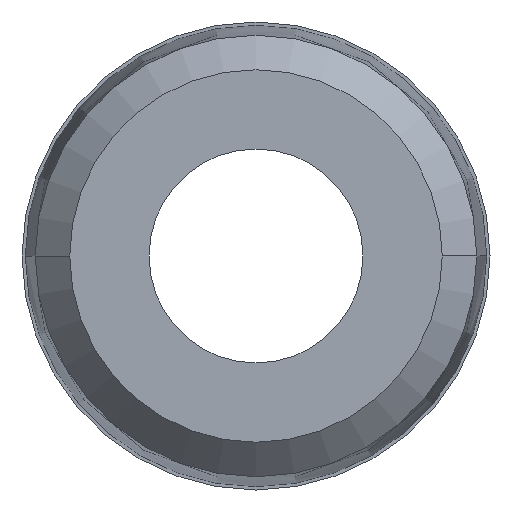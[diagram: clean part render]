
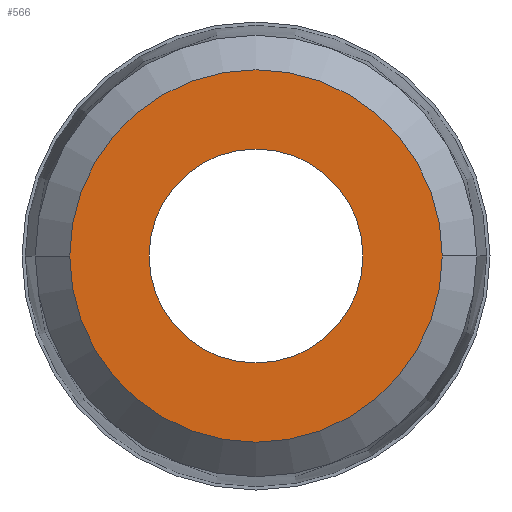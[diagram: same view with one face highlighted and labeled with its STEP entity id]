
A CAD part, front view. The second image highlights one B-rep face of the part: STEP entity #566.
In plain terms, the highlighted planar face has unit normal (0, -1, 0).
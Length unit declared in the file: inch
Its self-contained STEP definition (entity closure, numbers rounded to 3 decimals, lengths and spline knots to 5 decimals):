
#4 = DIRECTION ( 'NONE',  ( 0., 1., 0. ) ) ;
#65 = FACE_BOUND ( 'NONE', #503, .T. ) ;
#68 = AXIS2_PLACEMENT_3D ( 'NONE', #708, #883, #526 ) ;
#79 = EDGE_CURVE ( 'NONE', #703, #763, #107, .T. ) ;
#84 = CARTESIAN_POINT ( 'NONE',  ( 0., 0., 0. ) ) ;
#92 = DIRECTION ( 'NONE',  ( -1., 0., 0. ) ) ;
#107 = CIRCLE ( 'NONE', #760, 0.12598 ) ;
#110 = CARTESIAN_POINT ( 'NONE',  ( 0., 0., 0. ) ) ;
#207 = CARTESIAN_POINT ( 'NONE',  ( 0.21937, 0., 0. ) ) ;
#208 = ORIENTED_EDGE ( 'NONE', *, *, #1044, .T. ) ;
#247 = CIRCLE ( 'NONE', #608, 0.21937 ) ;
#252 = PLANE ( 'NONE',  #68 ) ;
#313 = EDGE_LOOP ( 'NONE', ( #1105, #208 ) ) ;
#318 = ORIENTED_EDGE ( 'NONE', *, *, #79, .T. ) ;
#325 = VERTEX_POINT ( 'NONE', #207 ) ;
#388 = DIRECTION ( 'NONE',  ( -1., 0., 0. ) ) ;
#409 = EDGE_CURVE ( 'NONE', #763, #703, #1133, .T. ) ;
#503 = EDGE_LOOP ( 'NONE', ( #628, #318 ) ) ;
#521 = DIRECTION ( 'NONE',  ( 0., -1., 0. ) ) ;
#526 = DIRECTION ( 'NONE',  ( 0., 0., -1. ) ) ;
#554 = CIRCLE ( 'NONE', #669, 0.21937 ) ;
#559 = CARTESIAN_POINT ( 'NONE',  ( -0.12598, 0., 0. ) ) ;
#566 = ADVANCED_FACE ( 'NONE', ( #65, #619 ), #252, .T. ) ;
#585 = CARTESIAN_POINT ( 'NONE',  ( -0.21937, 0., 0. ) ) ;
#608 = AXIS2_PLACEMENT_3D ( 'NONE', #110, #1013, #814 ) ;
#619 = FACE_OUTER_BOUND ( 'NONE', #313, .T. ) ;
#628 = ORIENTED_EDGE ( 'NONE', *, *, #409, .T. ) ;
#658 = EDGE_CURVE ( 'NONE', #1009, #325, #554, .T. ) ;
#659 = CARTESIAN_POINT ( 'NONE',  ( 0., 0., 0. ) ) ;
#669 = AXIS2_PLACEMENT_3D ( 'NONE', #84, #521, #888 ) ;
#703 = VERTEX_POINT ( 'NONE', #811 ) ;
#708 = CARTESIAN_POINT ( 'NONE',  ( -0.17267, 0., 0. ) ) ;
#760 = AXIS2_PLACEMENT_3D ( 'NONE', #1004, #4, #92 ) ;
#763 = VERTEX_POINT ( 'NONE', #559 ) ;
#802 = AXIS2_PLACEMENT_3D ( 'NONE', #659, #834, #388 ) ;
#811 = CARTESIAN_POINT ( 'NONE',  ( 0.12598, 0., 0. ) ) ;
#814 = DIRECTION ( 'NONE',  ( -1., 0., 0. ) ) ;
#834 = DIRECTION ( 'NONE',  ( 0., 1., 0. ) ) ;
#883 = DIRECTION ( 'NONE',  ( 0., -1., 0. ) ) ;
#888 = DIRECTION ( 'NONE',  ( -1., 0., 0. ) ) ;
#1004 = CARTESIAN_POINT ( 'NONE',  ( 0., 0., 0. ) ) ;
#1009 = VERTEX_POINT ( 'NONE', #585 ) ;
#1013 = DIRECTION ( 'NONE',  ( 0., -1., 0. ) ) ;
#1044 = EDGE_CURVE ( 'NONE', #325, #1009, #247, .T. ) ;
#1105 = ORIENTED_EDGE ( 'NONE', *, *, #658, .T. ) ;
#1133 = CIRCLE ( 'NONE', #802, 0.12598 ) ;
